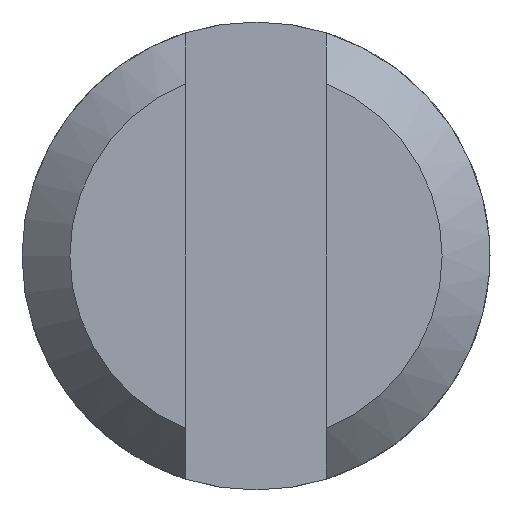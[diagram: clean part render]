
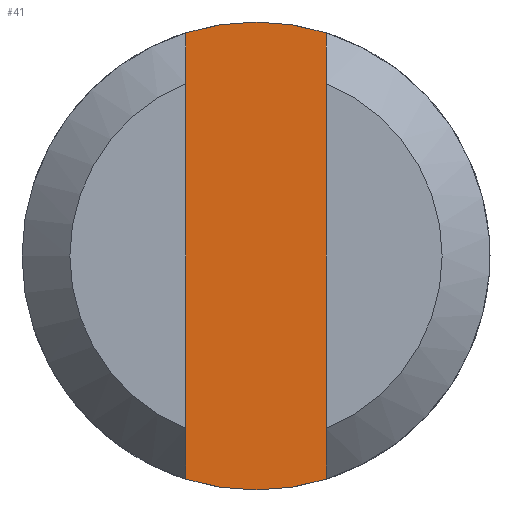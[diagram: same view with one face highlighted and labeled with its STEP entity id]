
A CAD part, left-side view. The second image highlights one B-rep face of the part: STEP entity #41.
In plain terms, the highlighted planar face has unit normal (-1, 0, 0).
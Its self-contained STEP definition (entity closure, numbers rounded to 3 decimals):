
#41 = ADVANCED_FACE( '', ( #88 ), #89, .T. );
#88 = FACE_OUTER_BOUND( '', #140, .T. );
#89 = PLANE( '', #141 );
#140 = EDGE_LOOP( '', ( #197, #198, #199, #200 ) );
#141 = AXIS2_PLACEMENT_3D( '', #201, #202, #203 );
#197 = ORIENTED_EDGE( '', *, *, #282, .T. );
#198 = ORIENTED_EDGE( '', *, *, #289, .T. );
#199 = ORIENTED_EDGE( '', *, *, #286, .T. );
#200 = ORIENTED_EDGE( '', *, *, #290, .T. );
#201 = CARTESIAN_POINT( '', ( 3., 0., 0. ) );
#202 = DIRECTION( '', ( -1., 0., 0. ) );
#203 = DIRECTION( '', ( 0., 0., 1. ) );
#282 = EDGE_CURVE( '', #324, #322, #325, .T. );
#286 = EDGE_CURVE( '', #332, #330, #333, .T. );
#289 = EDGE_CURVE( '', #322, #332, #336, .T. );
#290 = EDGE_CURVE( '', #330, #324, #337, .T. );
#322 = VERTEX_POINT( '', #375 );
#324 = VERTEX_POINT( '', #378 );
#325 = CIRCLE( '', #379, 3. );
#330 = VERTEX_POINT( '', #385 );
#332 = VERTEX_POINT( '', #388 );
#333 = CIRCLE( '', #389, 3. );
#336 = LINE( '', #393, #394 );
#337 = LINE( '', #395, #396 );
#375 = CARTESIAN_POINT( '', ( 3., -0.9, -2.862 ) );
#378 = CARTESIAN_POINT( '', ( 3., 0.9, -2.862 ) );
#379 = AXIS2_PLACEMENT_3D( '', #449, #450, #451 );
#385 = CARTESIAN_POINT( '', ( 3., 0.9, 2.862 ) );
#388 = CARTESIAN_POINT( '', ( 3., -0.9, 2.862 ) );
#389 = AXIS2_PLACEMENT_3D( '', #457, #458, #459 );
#393 = CARTESIAN_POINT( '', ( 3., -0.9, -10.5 ) );
#394 = VECTOR( '', #461, 1000. );
#395 = CARTESIAN_POINT( '', ( 3., 0.9, 10.5 ) );
#396 = VECTOR( '', #462, 1000. );
#449 = CARTESIAN_POINT( '', ( 3., 0., 0. ) );
#450 = DIRECTION( '', ( -1., 0., 0. ) );
#451 = DIRECTION( '', ( 0., 0., 1. ) );
#457 = CARTESIAN_POINT( '', ( 3., 0., 0. ) );
#458 = DIRECTION( '', ( -1., 0., 0. ) );
#459 = DIRECTION( '', ( 0., 0., 1. ) );
#461 = DIRECTION( '', ( 0., 0., 1. ) );
#462 = DIRECTION( '', ( 0., 0., -1. ) );
